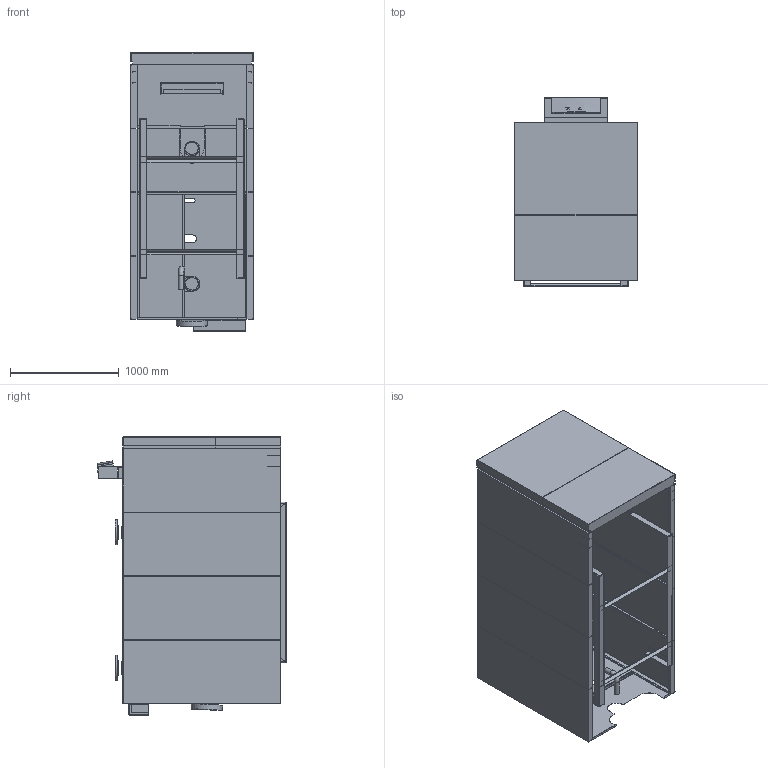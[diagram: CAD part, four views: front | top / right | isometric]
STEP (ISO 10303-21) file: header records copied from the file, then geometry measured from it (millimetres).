
FILE_DESCRIPTION(/* description */ (''),/* implementation_level */ '2;1');
FILE_NAME(/* name */ 'Vitocrossal 200 CM2-620.stp',/* time_stamp */ '2021-01-11T11:55:36-05:00',/* author */ ('pfid'),/* organization */ (''),/* preprocessor_version */ 'ST-DEVELOPER v18',/* originating_system */ 'Autodesk Inventor 2020',/* authorisation */ '');
FILE_SCHEMA (('AUTOMOTIVE_DESIGN { 1 0 10303 214 3 1 1 }'));
Length unit declared in the file: inch
Products named in the file (2): Vitocrossal CM2-620 With Accessories; Vitocrossal CM2-620_Substitute_1
Assembly tree (1 placements, depth 2):
  Vitocrossal CM2-620 With Accessories
    Vitocrossal CM2-620_Substitute_1
Bounding box: 1128 x 1744.34 x 2559 mm (x, y, z)
Surface area: 29187778.4 mm2 (no closed solid volume)
Topology: 0 solids, 193 shells, 229 faces, 1465 edges, 1416 vertices
Faces by surface type: plane 201, cylinder 15, bspline 6, torus 4, cone 3
Full cylindrical faces by diameter (mm): 48.3 x2, 114.3 x2, 228.6 x2, 288 x1
Entity records: 14759 total; most frequent: CARTESIAN_POINT 3600, DIRECTION 2029, ORIENTED_EDGE 1522, EDGE_CURVE 1461, VERTEX_POINT 1416, LINE 1283, VECTOR 1283, AXIS2_PLACEMENT_3D 373
